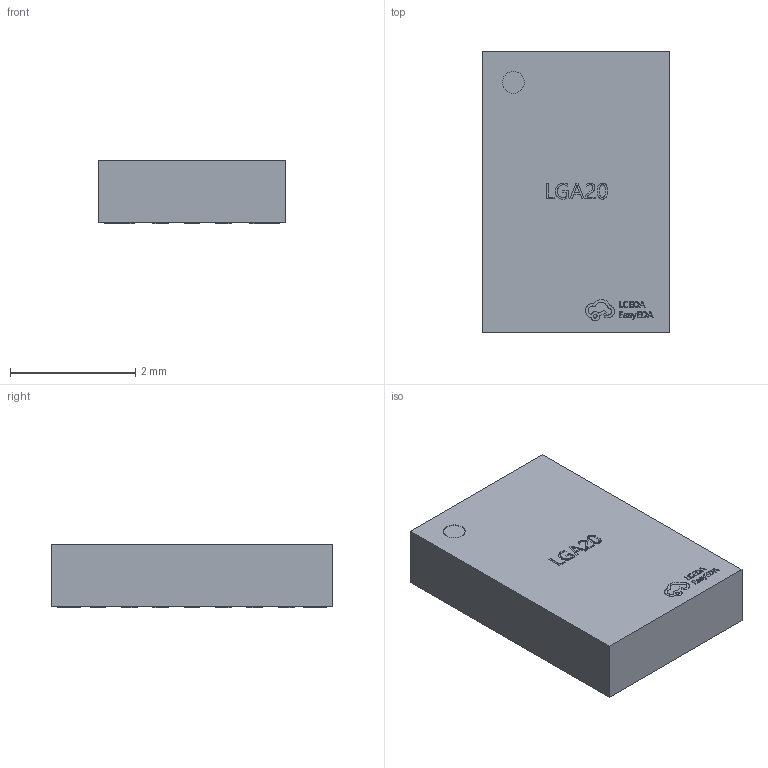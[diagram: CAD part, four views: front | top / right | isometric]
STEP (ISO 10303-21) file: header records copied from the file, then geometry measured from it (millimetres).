
FILE_DESCRIPTION (( 'STEP AP214' ), '1' );
FILE_NAME ('LGA-20_L3.0-W4.5-H1.0-P0.50.step', '2022-07-04T13:26:41', ( '' ), ( '' ), 'SwSTEP 2.0', 'SolidWorks 2020', '' );
FILE_SCHEMA (( 'AUTOMOTIVE_DESIGN' ));
Length unit declared in the file: millimetre
Products named in the file (1): LGA-20_L3.0-W4.5-H1.0-P0.50
Bounding box: 3 x 4.5 x 1.02 mm (x, y, z)
Volume: 13.5 mm3; surface area: 47.2 mm2
Topology: 22 solids, 22 shells, 480 faces, 1206 edges, 804 vertices
Faces by surface type: plane 340, bspline 138, cylinder 2
Entity records: 21670 total; most frequent: CARTESIAN_POINT 6205, ORIENTED_EDGE 2412, DIRECTION 1616, EDGE_CURVE 1206, LINE 922, VECTOR 922, VERTEX_POINT 804, EDGE_LOOP 514
